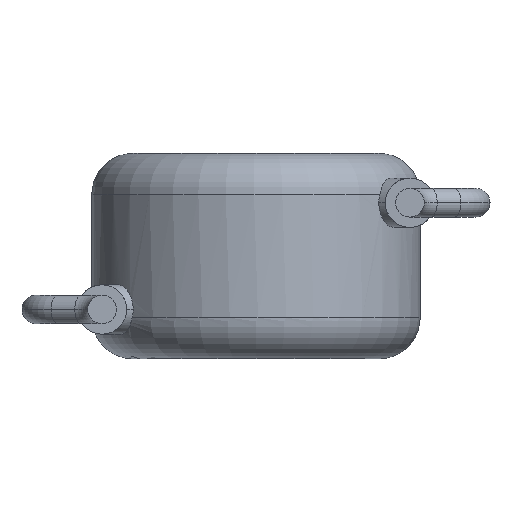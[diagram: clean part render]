
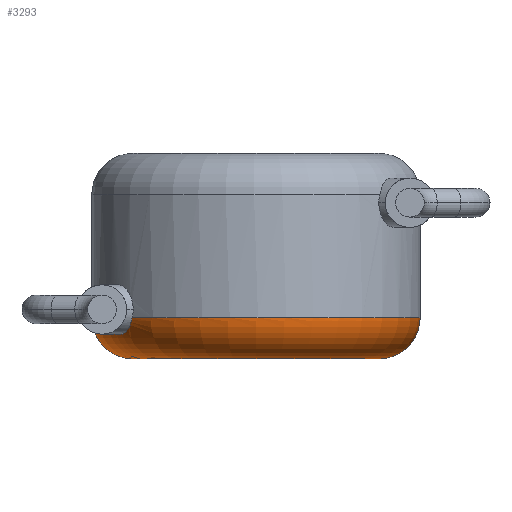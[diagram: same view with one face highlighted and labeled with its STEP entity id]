
A CAD part, front view. The second image highlights one B-rep face of the part: STEP entity #3293.
In plain terms, the highlighted toroidal (fillet/blend) face has major radius 3 mm and minor radius 1 mm.
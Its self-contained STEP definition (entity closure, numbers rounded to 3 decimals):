
#20 = EDGE_CURVE ( 'NONE', #1321, #3055, #2815, .T. ) ;
#46 = DIRECTION ( 'NONE',  ( 0., 0., 1. ) ) ;
#56 = EDGE_CURVE ( 'NONE', #1629, #1321, #681, .T. ) ;
#57 = AXIS2_PLACEMENT_3D ( 'NONE', #813, #481, #2255 ) ;
#258 = CARTESIAN_POINT ( 'NONE',  ( -3.015, -2.629, 1. ) ) ;
#333 = EDGE_CURVE ( 'NONE', #1629, #2067, #3175, .T. ) ;
#451 = ORIENTED_EDGE ( 'NONE', *, *, #333, .T. ) ;
#481 = DIRECTION ( 'NONE',  ( 0., 0., 1. ) ) ;
#518 = CARTESIAN_POINT ( 'NONE',  ( -3., 0., 1. ) ) ;
#681 = CIRCLE ( 'NONE', #2525, 3. ) ;
#750 = ORIENTED_EDGE ( 'NONE', *, *, #2295, .F. ) ;
#806 = EDGE_LOOP ( 'NONE', ( #2004, #1418, #451, #750, #3358, #3811 ) ) ;
#813 = CARTESIAN_POINT ( 'NONE',  ( 0., 0., 1. ) ) ;
#907 = DIRECTION ( 'NONE',  ( 0., 1., 0. ) ) ;
#917 = CARTESIAN_POINT ( 'NONE',  ( -3.077, -2.524, 0.78 ) ) ;
#950 = VERTEX_POINT ( 'NONE', #1637 ) ;
#1008 = CIRCLE ( 'NONE', #57, 4. ) ;
#1254 = CARTESIAN_POINT ( 'NONE',  ( -3.615, -1.712, 0.883 ) ) ;
#1321 = VERTEX_POINT ( 'NONE', #2727 ) ;
#1350 = AXIS2_PLACEMENT_3D ( 'NONE', #3509, #3445, #1703 ) ;
#1418 = ORIENTED_EDGE ( 'NONE', *, *, #56, .F. ) ;
#1541 = CARTESIAN_POINT ( 'NONE',  ( 0., 0., 1. ) ) ;
#1625 = DIRECTION ( 'NONE',  ( 0., 0., -1. ) ) ;
#1629 = VERTEX_POINT ( 'NONE', #3176 ) ;
#1637 = CARTESIAN_POINT ( 'NONE',  ( -3.633, -1.673, 1. ) ) ;
#1693 = DIRECTION ( 'NONE',  ( 0., 0., 1. ) ) ;
#1703 = DIRECTION ( 'NONE',  ( 0., 0., -1. ) ) ;
#1870 = CARTESIAN_POINT ( 'NONE',  ( 4., 0., 1. ) ) ;
#1925 = DIRECTION ( 'NONE',  ( 1., 0., 0. ) ) ;
#1976 = AXIS2_PLACEMENT_3D ( 'NONE', #2721, #1693, #4114 ) ;
#2004 = ORIENTED_EDGE ( 'NONE', *, *, #20, .F. ) ;
#2008 = CARTESIAN_POINT ( 'NONE',  ( -3.633, -1.673, 1. ) ) ;
#2067 = VERTEX_POINT ( 'NONE', #1870 ) ;
#2255 = DIRECTION ( 'NONE',  ( 1., 0., 0. ) ) ;
#2295 = EDGE_CURVE ( 'NONE', #2945, #2067, #2469, .T. ) ;
#2332 = CARTESIAN_POINT ( 'NONE',  ( -3.042, -2.597, 0.882 ) ) ;
#2406 = FACE_OUTER_BOUND ( 'NONE', #806, .T. ) ;
#2469 = CIRCLE ( 'NONE', #3044, 4. ) ;
#2525 = AXIS2_PLACEMENT_3D ( 'NONE', #3662, #1625, #1925 ) ;
#2651 = CARTESIAN_POINT ( 'NONE',  ( -3.015, -2.629, 1. ) ) ;
#2652 = CARTESIAN_POINT ( 'NONE',  ( -3.433, -1.926, 0.638 ) ) ;
#2669 = CARTESIAN_POINT ( 'NONE',  ( -3.564, -1.77, 0.78 ) ) ;
#2721 = CARTESIAN_POINT ( 'NONE',  ( 0., 0., 1. ) ) ;
#2727 = CARTESIAN_POINT ( 'NONE',  ( -3., 0., 0. ) ) ;
#2815 = CIRCLE ( 'NONE', #3173, 1. ) ;
#2945 = VERTEX_POINT ( 'NONE', #2651 ) ;
#3044 = AXIS2_PLACEMENT_3D ( 'NONE', #1541, #46, #4277 ) ;
#3055 = VERTEX_POINT ( 'NONE', #3541 ) ;
#3173 = AXIS2_PLACEMENT_3D ( 'NONE', #518, #907, #4005 ) ;
#3175 = CIRCLE ( 'NONE', #1350, 1. ) ;
#3176 = CARTESIAN_POINT ( 'NONE',  ( 3., 0., 0. ) ) ;
#3293 = ADVANCED_FACE ( 'NONE', ( #2406 ), #3357, .T. ) ;
#3357 = TOROIDAL_SURFACE ( 'NONE', #1976, 3., 1. ) ;
#3358 = ORIENTED_EDGE ( 'NONE', *, *, #3906, .F. ) ;
#3445 = DIRECTION ( 'NONE',  ( 0., -1., 0. ) ) ;
#3509 = CARTESIAN_POINT ( 'NONE',  ( 3., 0., 1. ) ) ;
#3541 = CARTESIAN_POINT ( 'NONE',  ( -4., 0., 1. ) ) ;
#3662 = CARTESIAN_POINT ( 'NONE',  ( 0., 0., 0. ) ) ;
#3691 = CARTESIAN_POINT ( 'NONE',  ( -3.356, -2.023, 0.599 ) ) ;
#3811 = ORIENTED_EDGE ( 'NONE', *, *, #4048, .F. ) ;
#3906 = EDGE_CURVE ( 'NONE', #950, #2945, #4139, .T. ) ;
#4005 = DIRECTION ( 'NONE',  ( -1., 0., 0. ) ) ;
#4039 = CARTESIAN_POINT ( 'NONE',  ( -3.222, -2.231, 0.601 ) ) ;
#4048 = EDGE_CURVE ( 'NONE', #3055, #950, #1008, .T. ) ;
#4062 = CARTESIAN_POINT ( 'NONE',  ( -3.165, -2.341, 0.64 ) ) ;
#4114 = DIRECTION ( 'NONE',  ( 1., 0., 0. ) ) ;
#4139 = B_SPLINE_CURVE_WITH_KNOTS ( 'NONE', 3,
 ( #2008, #1254, #2669, #2652, #3691, #4039, #4062, #917, #2332, #258 ),
 .UNSPECIFIED., .F., .F.,
 ( 4, 2, 2, 2, 4 ),
 ( 0., 0., 0.001, 0.001, 0.001 ),
 .UNSPECIFIED. ) ;
#4277 = DIRECTION ( 'NONE',  ( 1., 0., 0. ) ) ;
